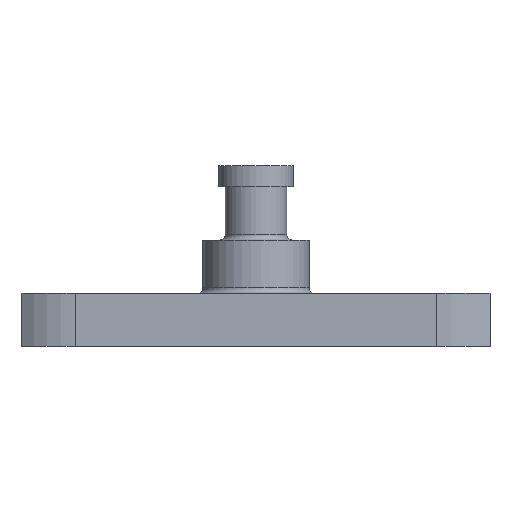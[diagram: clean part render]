
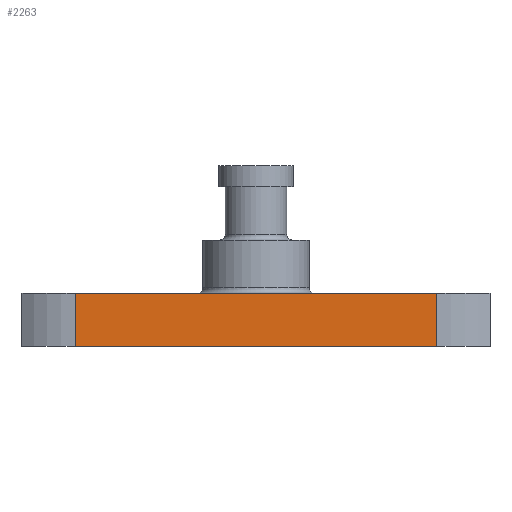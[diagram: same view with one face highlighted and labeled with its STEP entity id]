
A CAD part, front view. The second image highlights one B-rep face of the part: STEP entity #2263.
In plain terms, the highlighted planar face has unit normal (0, -1, 0).
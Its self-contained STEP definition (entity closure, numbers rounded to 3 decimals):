
#397=FACE_OUTER_BOUND('',#542,.T.);
#542=EDGE_LOOP('',(#2085,#2086,#2087,#2088));
#615=LINE('',#3901,#784);
#658=LINE('',#4114,#827);
#712=LINE('',#4308,#881);
#713=LINE('',#4310,#882);
#784=VECTOR('',#2572,10.);
#827=VECTOR('',#2739,10.);
#881=VECTOR('',#2945,10.);
#882=VECTOR('',#2948,10.);
#991=VERTEX_POINT('',#3898);
#992=VERTEX_POINT('',#3900);
#1059=VERTEX_POINT('',#4111);
#1060=VERTEX_POINT('',#4113);
#1259=EDGE_CURVE('',#991,#992,#615,.T.);
#1347=EDGE_CURVE('',#1060,#1059,#658,.T.);
#1434=EDGE_CURVE('',#1059,#992,#712,.T.);
#1435=EDGE_CURVE('',#1060,#991,#713,.T.);
#2085=ORIENTED_EDGE('',*,*,#1347,.T.);
#2086=ORIENTED_EDGE('',*,*,#1434,.T.);
#2087=ORIENTED_EDGE('',*,*,#1259,.F.);
#2088=ORIENTED_EDGE('',*,*,#1435,.F.);
#2143=PLANE('',#2445);
#2263=ADVANCED_FACE('',(#397),#2143,.T.);
#2445=AXIS2_PLACEMENT_3D('',#4309,#2946,#2947);
#2572=DIRECTION('',(1.,0.,0.));
#2739=DIRECTION('',(1.,0.,0.));
#2945=DIRECTION('',(0.,0.,1.));
#2946=DIRECTION('center_axis',(0.,-1.,0.));
#2947=DIRECTION('ref_axis',(1.,0.,0.));
#2948=DIRECTION('',(0.,0.,1.));
#3898=CARTESIAN_POINT('',(342.184,9.563,5.));
#3900=CARTESIAN_POINT('',(376.184,9.563,5.));
#3901=CARTESIAN_POINT('',(342.184,9.563,5.));
#4111=CARTESIAN_POINT('',(376.184,9.563,0.));
#4113=CARTESIAN_POINT('',(342.184,9.563,0.));
#4114=CARTESIAN_POINT('',(342.184,9.563,0.));
#4308=CARTESIAN_POINT('',(376.184,9.563,0.));
#4309=CARTESIAN_POINT('Origin',(342.184,9.563,0.));
#4310=CARTESIAN_POINT('',(342.184,9.563,0.));
